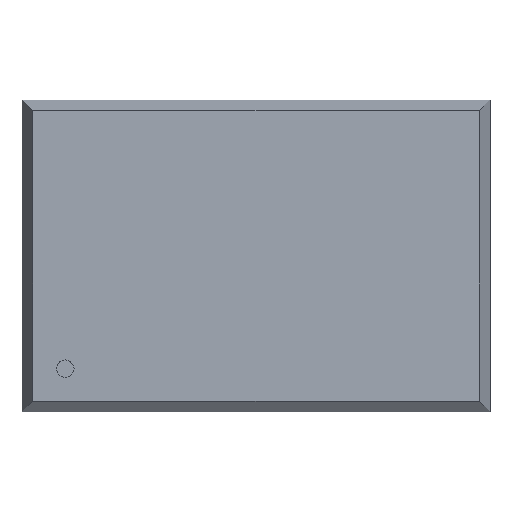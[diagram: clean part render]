
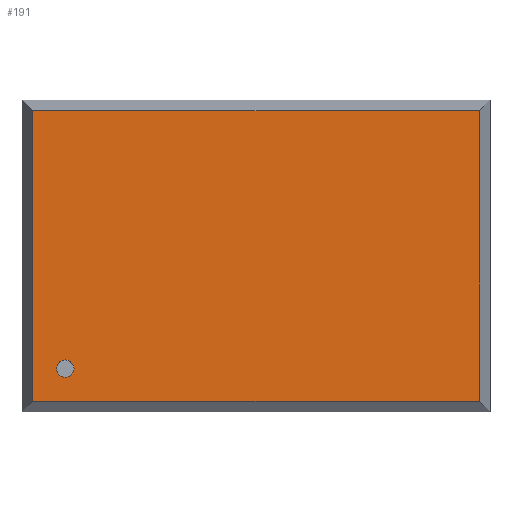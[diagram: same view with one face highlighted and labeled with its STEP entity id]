
A CAD part, top view. The second image highlights one B-rep face of the part: STEP entity #191.
In plain terms, the highlighted planar face has unit normal (0, 0, 1).
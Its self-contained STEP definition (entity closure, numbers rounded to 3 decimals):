
#15=FACE_BOUND('',#51,.T.);
#26=PLANE('',#219);
#38=FACE_OUTER_BOUND('',#50,.T.);
#50=EDGE_LOOP('',(#174,#175,#176,#177));
#51=EDGE_LOOP('',(#178));
#65=LINE('',#307,#86);
#68=LINE('',#312,#89);
#70=LINE('',#316,#91);
#72=LINE('',#319,#93);
#86=VECTOR('',#255,10.);
#89=VECTOR('',#260,10.);
#91=VECTOR('',#264,10.);
#93=VECTOR('',#268,10.);
#94=CIRCLE('',#207,0.5);
#96=VERTEX_POINT('',#273);
#106=VERTEX_POINT('',#305);
#107=VERTEX_POINT('',#306);
#108=VERTEX_POINT('',#311);
#109=VERTEX_POINT('',#315);
#110=EDGE_CURVE('',#96,#96,#94,.T.);
#125=EDGE_CURVE('',#106,#107,#65,.T.);
#128=EDGE_CURVE('',#107,#108,#68,.T.);
#130=EDGE_CURVE('',#108,#109,#70,.T.);
#132=EDGE_CURVE('',#109,#106,#72,.T.);
#174=ORIENTED_EDGE('',*,*,#125,.F.);
#175=ORIENTED_EDGE('',*,*,#132,.F.);
#176=ORIENTED_EDGE('',*,*,#130,.F.);
#177=ORIENTED_EDGE('',*,*,#128,.F.);
#178=ORIENTED_EDGE('',*,*,#110,.T.);
#191=ADVANCED_FACE('',(#38,#15),#26,.T.);
#207=AXIS2_PLACEMENT_3D('',#274,#224,#225);
#219=AXIS2_PLACEMENT_3D('',#320,#269,#270);
#224=DIRECTION('center_axis',(0.,0.,-1.));
#225=DIRECTION('ref_axis',(1.,0.,0.));
#255=DIRECTION('',(-1.,0.,0.));
#260=DIRECTION('',(0.,1.,0.));
#264=DIRECTION('',(1.,0.,0.));
#268=DIRECTION('',(0.,-1.,0.));
#269=DIRECTION('center_axis',(0.,0.,1.));
#270=DIRECTION('ref_axis',(1.,0.,0.));
#273=CARTESIAN_POINT('',(1.,2.5,1.7));
#274=CARTESIAN_POINT('Origin',(1.5,2.5,1.7));
#305=CARTESIAN_POINT('',(25.381,0.619,1.7));
#306=CARTESIAN_POINT('',(-0.381,0.619,1.7));
#307=CARTESIAN_POINT('',(-1.,0.619,1.7));
#311=CARTESIAN_POINT('',(-0.381,17.381,1.7));
#312=CARTESIAN_POINT('',(-0.381,18.,1.7));
#315=CARTESIAN_POINT('',(25.381,17.381,1.7));
#316=CARTESIAN_POINT('',(26.,17.381,1.7));
#319=CARTESIAN_POINT('',(25.381,0.,1.7));
#320=CARTESIAN_POINT('Origin',(12.5,9.,1.7));
